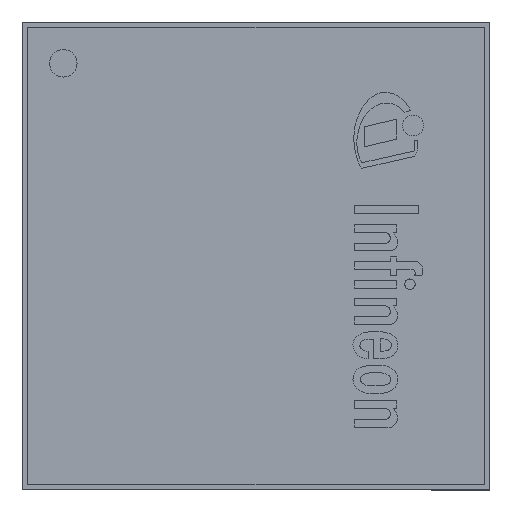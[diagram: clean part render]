
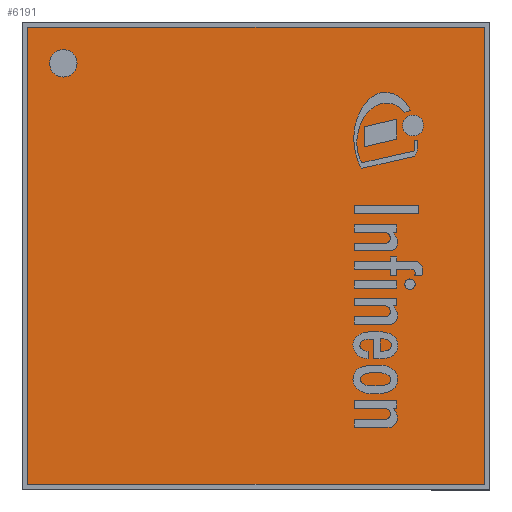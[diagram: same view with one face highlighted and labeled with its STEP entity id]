
A CAD part, top view. The second image highlights one B-rep face of the part: STEP entity #6191.
In plain terms, the highlighted planar face has unit normal (0, 0, 1).
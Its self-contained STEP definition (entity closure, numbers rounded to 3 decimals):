
#367=CIRCLE('',#7230,0.5);
#676=FACE_BOUND('',#2071,.T.);
#1334=FACE_OUTER_BOUND('',#2070,.T.);
#2070=EDGE_LOOP('',(#4613,#4614,#4615,#4616));
#2071=EDGE_LOOP('',(#4617));
#2832=LINE('',#10665,#3118);
#2835=LINE('',#10671,#3121);
#2838=LINE('',#10677,#3124);
#2841=LINE('',#10681,#3127);
#3118=VECTOR('',#8332,1.);
#3121=VECTOR('',#8337,1.);
#3124=VECTOR('',#8342,1.);
#3127=VECTOR('',#8347,1.);
#3386=VERTEX_POINT('',#10653);
#3390=VERTEX_POINT('',#10662);
#3391=VERTEX_POINT('',#10664);
#3393=VERTEX_POINT('',#10670);
#3395=VERTEX_POINT('',#10676);
#3918=EDGE_CURVE('',#3386,#3386,#367,.T.);
#3922=EDGE_CURVE('',#3391,#3390,#2832,.T.);
#3925=EDGE_CURVE('',#3393,#3391,#2835,.T.);
#3928=EDGE_CURVE('',#3395,#3393,#2838,.T.);
#3931=EDGE_CURVE('',#3390,#3395,#2841,.T.);
#4613=ORIENTED_EDGE('',*,*,#3931,.T.);
#4614=ORIENTED_EDGE('',*,*,#3928,.T.);
#4615=ORIENTED_EDGE('',*,*,#3925,.T.);
#4616=ORIENTED_EDGE('',*,*,#3922,.T.);
#4617=ORIENTED_EDGE('',*,*,#3918,.T.);
#5771=PLANE('',#7238);
#6191=ADVANCED_FACE('',(#1334,#676),#5771,.T.);
#7230=AXIS2_PLACEMENT_3D('',#10654,#8322,#8323);
#7238=AXIS2_PLACEMENT_3D('',#10683,#8350,#8351);
#8322=DIRECTION('center_axis',(0.,0.,-1.));
#8323=DIRECTION('ref_axis',(0.,1.,0.));
#8332=DIRECTION('',(1.,0.,0.));
#8337=DIRECTION('',(0.,-1.,0.));
#8342=DIRECTION('',(-1.,0.,0.));
#8347=DIRECTION('',(0.,1.,0.));
#8350=DIRECTION('center_axis',(0.,0.,1.));
#8351=DIRECTION('ref_axis',(0.,-1.,0.));
#10653=CARTESIAN_POINT('',(-7.,6.5,1.74));
#10654=CARTESIAN_POINT('Origin',(-7.,7.,1.74));
#10662=CARTESIAN_POINT('',(8.3,-8.3,1.74));
#10664=CARTESIAN_POINT('',(-8.3,-8.3,1.74));
#10665=CARTESIAN_POINT('',(8.3,-8.3,1.74));
#10670=CARTESIAN_POINT('',(-8.3,8.3,1.74));
#10671=CARTESIAN_POINT('',(-8.3,-8.3,1.74));
#10676=CARTESIAN_POINT('',(8.3,8.3,1.74));
#10677=CARTESIAN_POINT('',(-8.3,8.3,1.74));
#10681=CARTESIAN_POINT('',(8.3,8.3,1.74));
#10683=CARTESIAN_POINT('Origin',(0.,0.,1.74));
